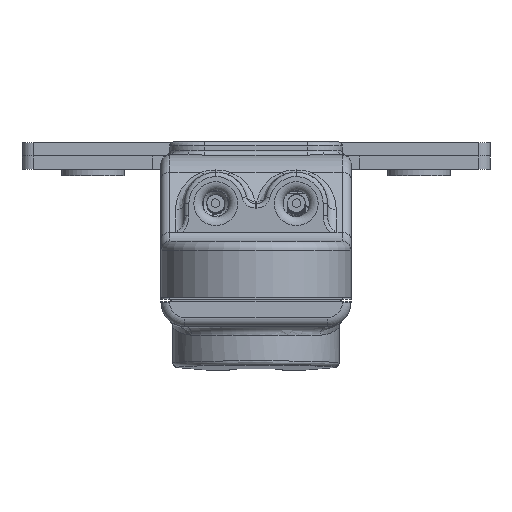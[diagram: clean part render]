
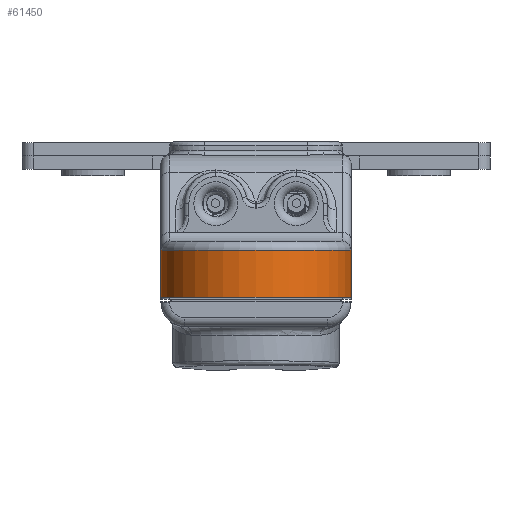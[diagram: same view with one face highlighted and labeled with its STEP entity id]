
A CAD part, front view. The second image highlights one B-rep face of the part: STEP entity #61450.
In plain terms, the highlighted cylindrical face has radius 8.572 mm (diameter 17.145 mm), a partial arc.
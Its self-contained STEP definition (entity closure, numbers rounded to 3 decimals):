
#3086=CYLINDRICAL_SURFACE('',#68533,8.573);
#6406=FACE_OUTER_BOUND('',#9732,.T.);
#9732=EDGE_LOOP('',(#53911,#53912,#53913,#53914));
#14386=LINE('',#140890,#19036);
#14394=LINE('',#140921,#19044);
#19036=VECTOR('',#86190,1.);
#19044=VECTOR('',#86232,1.);
#22145=CIRCLE('',#68515,8.573);
#22153=CIRCLE('',#68532,8.573);
#27819=VERTEX_POINT('',#140736);
#27844=VERTEX_POINT('',#140884);
#27845=VERTEX_POINT('',#140889);
#27851=VERTEX_POINT('',#140917);
#36531=EDGE_CURVE('',#27819,#27844,#22145,.T.);
#36533=EDGE_CURVE('',#27845,#27819,#14386,.T.);
#36547=EDGE_CURVE('',#27851,#27845,#22153,.T.);
#36549=EDGE_CURVE('',#27851,#27844,#14394,.T.);
#53911=ORIENTED_EDGE('',*,*,#36547,.T.);
#53912=ORIENTED_EDGE('',*,*,#36533,.T.);
#53913=ORIENTED_EDGE('',*,*,#36531,.T.);
#53914=ORIENTED_EDGE('',*,*,#36549,.F.);
#61450=ADVANCED_FACE('',(#6406),#3086,.T.);
#68515=AXIS2_PLACEMENT_3D('',#140886,#86185,#86186);
#68532=AXIS2_PLACEMENT_3D('',#140918,#86227,#86228);
#68533=AXIS2_PLACEMENT_3D('',#140920,#86230,#86231);
#86185=DIRECTION('center_axis',(0.,0.,
-1.));
#86186=DIRECTION('ref_axis',(0.,1.,0.));
#86190=DIRECTION('',(0.,0.,1.));
#86227=DIRECTION('center_axis',(0.,0.,
1.));
#86228=DIRECTION('ref_axis',(0.,1.,0.));
#86230=DIRECTION('center_axis',(0.,0.,
-1.));
#86231=DIRECTION('ref_axis',(0.,-1.,0.));
#86232=DIRECTION('',(0.,0.,1.));
#140736=CARTESIAN_POINT('',(8.573,-112.005,-8.579));
#140884=CARTESIAN_POINT('',(-8.572,-112.005,-8.579));
#140886=CARTESIAN_POINT('Origin',(0.,-112.005,
-8.579));
#140889=CARTESIAN_POINT('',(8.573,-112.005,-12.834));
#140890=CARTESIAN_POINT('',(8.573,-112.005,-7.786));
#140917=CARTESIAN_POINT('',(-8.572,-112.005,-12.834));
#140918=CARTESIAN_POINT('Origin',(0.,-112.005,
-12.834));
#140920=CARTESIAN_POINT('Origin',(0.,-112.005,
-7.786));
#140921=CARTESIAN_POINT('',(-8.572,-112.005,-2.667));
